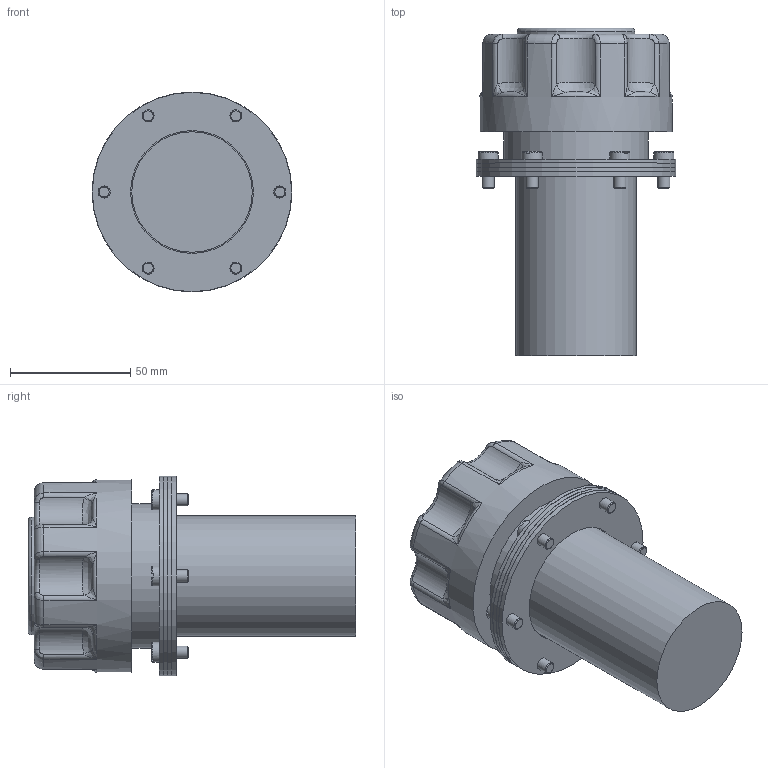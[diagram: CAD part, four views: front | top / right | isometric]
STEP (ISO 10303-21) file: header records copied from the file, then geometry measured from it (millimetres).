
FILE_DESCRIPTION((''),'2;1');
FILE_NAME('TA80B01_02.stp','2013-04-17T09:49:31',('cad10'),(''),'Autodesk Inventor 2013','Autodesk Inventor 2013','');
FILE_SCHEMA(('AUTOMOTIVE_DESIGN { 1 0 10303 214 1 1 1 1 }'));
Length unit declared in the file: millimetre
Products named in the file (1): Assieme1_Shrinkwrap_1
Bounding box: 83 x 136 x 83 mm (x, y, z)
Volume: 411778.1 mm3; surface area: 42906.3 mm2
Topology: 1 solids, 1 shells, 174 faces, 409 edges, 241 vertices
Faces by surface type: plane 46, cylinder 45, bspline 40, torus 37, cone 6
Full cylindrical faces by diameter (mm): 5 x6, 8.3 x6, 49 x1, 50 x1, 51 x1, 60 x1, 80 x1, 82.8 x2, 83 x2
Entity records: 6880 total; most frequent: CARTESIAN_POINT 3127, ORIENTED_EDGE 716, DIRECTION 682, EDGE_CURVE 358, AXIS2_PLACEMENT_3D 301, VERTEX_POINT 234, EDGE_LOOP 222, STYLED_ITEM 175
